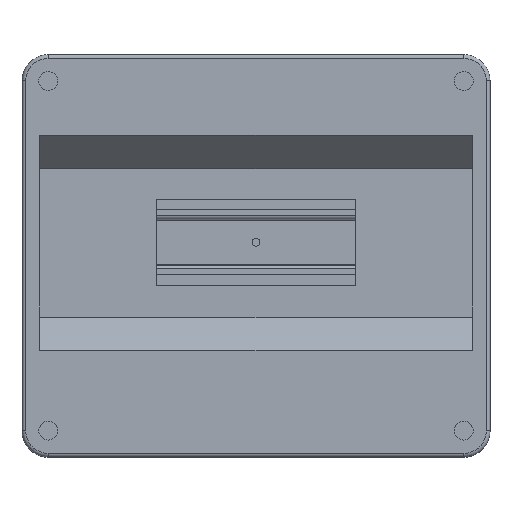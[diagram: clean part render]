
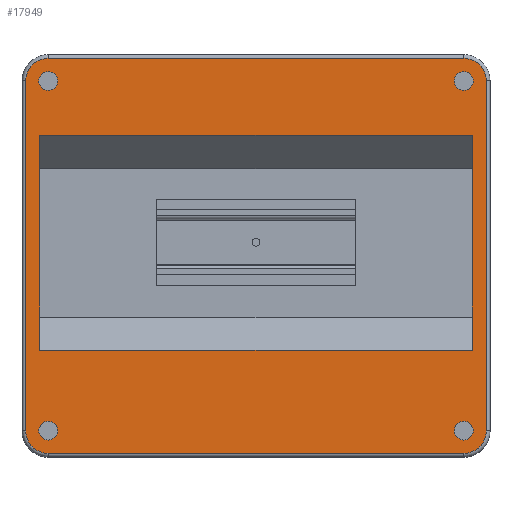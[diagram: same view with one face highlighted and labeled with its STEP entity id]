
A CAD part, top view. The second image highlights one B-rep face of the part: STEP entity #17949.
In plain terms, the highlighted planar face has unit normal (0, 0, 1).
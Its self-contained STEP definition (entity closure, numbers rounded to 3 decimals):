
#14257=DIRECTION('',(1.,0.,0.));
#14258=VECTOR('',#14257,231.);
#14259=CARTESIAN_POINT('',(-115.5,-50.4,21.017));
#14260=LINE('',#14259,#14258);
#14261=DIRECTION('',(1.,0.,0.));
#14262=VECTOR('',#14261,222.);
#14263=CARTESIAN_POINT('',(-111.,-105.5,21.017));
#14264=LINE('',#14263,#14262);
#14265=CARTESIAN_POINT('',(-111.,-93.5,21.017));
#14266=DIRECTION('',(0.,0.,1.));
#14267=DIRECTION('',(-1.,0.,0.));
#14268=AXIS2_PLACEMENT_3D('',#14265,#14266,#14267);
#14270=DIRECTION('',(0.,-1.,0.));
#14271=VECTOR('',#14270,187.);
#14272=CARTESIAN_POINT('',(-123.,93.5,21.017));
#14273=LINE('',#14272,#14271);
#14274=CARTESIAN_POINT('',(-111.,93.5,21.017));
#14275=DIRECTION('',(0.,0.,1.));
#14276=DIRECTION('',(0.,1.,0.));
#14277=AXIS2_PLACEMENT_3D('',#14274,#14275,#14276);
#14279=DIRECTION('',(-1.,0.,0.));
#14280=VECTOR('',#14279,222.);
#14281=CARTESIAN_POINT('',(111.,105.5,21.017));
#14282=LINE('',#14281,#14280);
#14283=CARTESIAN_POINT('',(111.,93.5,21.017));
#14284=DIRECTION('',(0.,0.,1.));
#14285=DIRECTION('',(1.,0.,0.));
#14286=AXIS2_PLACEMENT_3D('',#14283,#14284,#14285);
#14288=DIRECTION('',(0.,1.,0.));
#14289=VECTOR('',#14288,187.);
#14290=CARTESIAN_POINT('',(123.,-93.5,21.017));
#14291=LINE('',#14290,#14289);
#14292=CARTESIAN_POINT('',(111.,-93.5,21.017));
#14293=DIRECTION('',(0.,0.,1.));
#14294=DIRECTION('',(0.,-1.,0.));
#14295=AXIS2_PLACEMENT_3D('',#14292,#14293,#14294);
#14297=CARTESIAN_POINT('',(-111.,93.4,21.017));
#14298=DIRECTION('',(0.,0.,1.));
#14299=DIRECTION('',(1.,0.,0.));
#14300=AXIS2_PLACEMENT_3D('',#14297,#14298,#14299);
#14302=CARTESIAN_POINT('',(-111.,93.4,21.017));
#14303=DIRECTION('',(0.,0.,1.));
#14304=DIRECTION('',(-1.,0.,0.));
#14305=AXIS2_PLACEMENT_3D('',#14302,#14303,#14304);
#14307=CARTESIAN_POINT('',(111.,93.4,21.017));
#14308=DIRECTION('',(0.,0.,-1.));
#14309=DIRECTION('',(-1.,0.,0.));
#14310=AXIS2_PLACEMENT_3D('',#14307,#14308,#14309);
#14312=CARTESIAN_POINT('',(111.,93.4,21.017));
#14313=DIRECTION('',(0.,0.,-1.));
#14314=DIRECTION('',(1.,0.,0.));
#14315=AXIS2_PLACEMENT_3D('',#14312,#14313,#14314);
#14317=CARTESIAN_POINT('',(-111.,-93.4,21.017));
#14318=DIRECTION('',(0.,0.,-1.));
#14319=DIRECTION('',(1.,0.,0.));
#14320=AXIS2_PLACEMENT_3D('',#14317,#14318,#14319);
#14322=CARTESIAN_POINT('',(-111.,-93.4,21.017));
#14323=DIRECTION('',(0.,0.,-1.));
#14324=DIRECTION('',(-1.,0.,0.));
#14325=AXIS2_PLACEMENT_3D('',#14322,#14323,#14324);
#14327=CARTESIAN_POINT('',(111.,-93.4,21.017));
#14328=DIRECTION('',(0.,0.,1.));
#14329=DIRECTION('',(-1.,0.,0.));
#14330=AXIS2_PLACEMENT_3D('',#14327,#14328,#14329);
#14332=CARTESIAN_POINT('',(111.,-93.4,21.017));
#14333=DIRECTION('',(0.,0.,1.));
#14334=DIRECTION('',(1.,0.,0.));
#14335=AXIS2_PLACEMENT_3D('',#14332,#14333,#14334);
#14349=DIRECTION('',(0.,1.,0.));
#14350=VECTOR('',#14349,114.833);
#14351=CARTESIAN_POINT('',(-115.5,-50.4,21.017));
#14352=LINE('',#14351,#14350);
#14361=DIRECTION('',(-1.,0.,0.));
#14362=VECTOR('',#14361,231.);
#14363=CARTESIAN_POINT('',(115.5,64.433,21.017));
#14364=LINE('',#14363,#14362);
#14365=DIRECTION('',(0.,1.,0.));
#14366=VECTOR('',#14365,114.833);
#14367=CARTESIAN_POINT('',(115.5,-50.4,21.017));
#14368=LINE('',#14367,#14366);
#17462=CARTESIAN_POINT('',(-115.5,-50.4,21.017));
#17463=VERTEX_POINT('',#17462);
#17464=CARTESIAN_POINT('',(-115.5,64.433,21.017));
#17465=VERTEX_POINT('',#17464);
#17466=CARTESIAN_POINT('',(115.5,-50.4,21.017));
#17467=CARTESIAN_POINT('',(115.5,64.433,21.017));
#17468=VERTEX_POINT('',#17466);
#17469=VERTEX_POINT('',#17467);
#17654=CARTESIAN_POINT('',(-111.,-105.5,21.017));
#17655=CARTESIAN_POINT('',(111.,-105.5,21.017));
#17656=VERTEX_POINT('',#17654);
#17657=VERTEX_POINT('',#17655);
#17662=CARTESIAN_POINT('',(123.,-93.5,21.017));
#17663=VERTEX_POINT('',#17662);
#17666=CARTESIAN_POINT('',(123.,93.5,21.017));
#17667=VERTEX_POINT('',#17666);
#17670=CARTESIAN_POINT('',(111.,105.5,21.017));
#17671=VERTEX_POINT('',#17670);
#17674=CARTESIAN_POINT('',(-111.,105.5,21.017));
#17675=VERTEX_POINT('',#17674);
#17678=CARTESIAN_POINT('',(-123.,93.5,21.017));
#17679=VERTEX_POINT('',#17678);
#17682=CARTESIAN_POINT('',(-123.,-93.5,21.017));
#17683=VERTEX_POINT('',#17682);
#17690=CARTESIAN_POINT('',(-105.985,93.4,21.017));
#17691=CARTESIAN_POINT('',(-116.015,93.4,21.017));
#17692=VERTEX_POINT('',#17690);
#17693=VERTEX_POINT('',#17691);
#17698=CARTESIAN_POINT('',(105.985,93.4,21.017));
#17699=VERTEX_POINT('',#17698);
#17700=CARTESIAN_POINT('',(116.015,93.4,21.017));
#17701=VERTEX_POINT('',#17700);
#17706=CARTESIAN_POINT('',(-105.985,-93.4,21.017));
#17707=VERTEX_POINT('',#17706);
#17708=CARTESIAN_POINT('',(-116.015,-93.4,21.017));
#17709=VERTEX_POINT('',#17708);
#17714=CARTESIAN_POINT('',(105.985,-93.4,21.017));
#17715=VERTEX_POINT('',#17714);
#17716=CARTESIAN_POINT('',(116.015,-93.4,21.017));
#17717=VERTEX_POINT('',#17716);
#17893=CARTESIAN_POINT('',(-125.,-107.5,21.017));
#17894=DIRECTION('',(0.,0.,1.));
#17895=DIRECTION('',(1.,0.,0.));
#17896=AXIS2_PLACEMENT_3D('',#17893,#17894,#17895);
#17897=PLANE('',#17896);
#17898=ORIENTED_EDGE('',*,*,#17883,.F.);
#17900=ORIENTED_EDGE('',*,*,#17899,.F.);
#17902=ORIENTED_EDGE('',*,*,#17901,.F.);
#17904=ORIENTED_EDGE('',*,*,#17903,.F.);
#17906=ORIENTED_EDGE('',*,*,#17905,.F.);
#17908=ORIENTED_EDGE('',*,*,#17907,.F.);
#17910=ORIENTED_EDGE('',*,*,#17909,.F.);
#17912=ORIENTED_EDGE('',*,*,#17911,.F.);
#17913=EDGE_LOOP('',(#17898,#17900,#17902,#17904,#17906,#17908,#17910,#17912));
#17914=FACE_OUTER_BOUND('',#17913,.F.);
#17916=ORIENTED_EDGE('',*,*,#17915,.T.);
#17918=ORIENTED_EDGE('',*,*,#17917,.T.);
#17920=ORIENTED_EDGE('',*,*,#17919,.T.);
#17922=ORIENTED_EDGE('',*,*,#17921,.F.);
#17923=EDGE_LOOP('',(#17916,#17918,#17920,#17922));
#17924=FACE_BOUND('',#17923,.F.);
#17926=ORIENTED_EDGE('',*,*,#17925,.T.);
#17928=ORIENTED_EDGE('',*,*,#17927,.T.);
#17929=EDGE_LOOP('',(#17926,#17928));
#17930=FACE_BOUND('',#17929,.F.);
#17932=ORIENTED_EDGE('',*,*,#17931,.F.);
#17934=ORIENTED_EDGE('',*,*,#17933,.F.);
#17935=EDGE_LOOP('',(#17932,#17934));
#17936=FACE_BOUND('',#17935,.F.);
#17938=ORIENTED_EDGE('',*,*,#17937,.F.);
#17940=ORIENTED_EDGE('',*,*,#17939,.F.);
#17941=EDGE_LOOP('',(#17938,#17940));
#17942=FACE_BOUND('',#17941,.F.);
#17944=ORIENTED_EDGE('',*,*,#17943,.T.);
#17946=ORIENTED_EDGE('',*,*,#17945,.T.);
#17947=EDGE_LOOP('',(#17944,#17946));
#17948=FACE_BOUND('',#17947,.F.);
#17949=ADVANCED_FACE('',(#17914,#17924,#17930,#17936,#17942,#17948),#17897,.T.);
#14269=CIRCLE('',#14268,12.);
#14278=CIRCLE('',#14277,12.);
#14287=CIRCLE('',#14286,12.);
#14296=CIRCLE('',#14295,12.);
#14301=CIRCLE('',#14300,5.015);
#14306=CIRCLE('',#14305,5.015);
#14311=CIRCLE('',#14310,5.015);
#14316=CIRCLE('',#14315,5.015);
#14321=CIRCLE('',#14320,5.015);
#14326=CIRCLE('',#14325,5.015);
#14331=CIRCLE('',#14330,5.015);
#14336=CIRCLE('',#14335,5.015);
#17883=EDGE_CURVE('',#17656,#17657,#14264,.T.);
#17899=EDGE_CURVE('',#17683,#17656,#14269,.T.);
#17901=EDGE_CURVE('',#17679,#17683,#14273,.T.);
#17903=EDGE_CURVE('',#17675,#17679,#14278,.T.);
#17905=EDGE_CURVE('',#17671,#17675,#14282,.T.);
#17907=EDGE_CURVE('',#17667,#17671,#14287,.T.);
#17909=EDGE_CURVE('',#17663,#17667,#14291,.T.);
#17911=EDGE_CURVE('',#17657,#17663,#14296,.T.);
#17915=EDGE_CURVE('',#17463,#17468,#14260,.T.);
#17917=EDGE_CURVE('',#17468,#17469,#14368,.T.);
#17919=EDGE_CURVE('',#17469,#17465,#14364,.T.);
#17921=EDGE_CURVE('',#17463,#17465,#14352,.T.);
#17925=EDGE_CURVE('',#17692,#17693,#14301,.T.);
#17927=EDGE_CURVE('',#17693,#17692,#14306,.T.);
#17931=EDGE_CURVE('',#17699,#17701,#14311,.T.);
#17933=EDGE_CURVE('',#17701,#17699,#14316,.T.);
#17937=EDGE_CURVE('',#17707,#17709,#14321,.T.);
#17939=EDGE_CURVE('',#17709,#17707,#14326,.T.);
#17943=EDGE_CURVE('',#17715,#17717,#14331,.T.);
#17945=EDGE_CURVE('',#17717,#17715,#14336,.T.);
